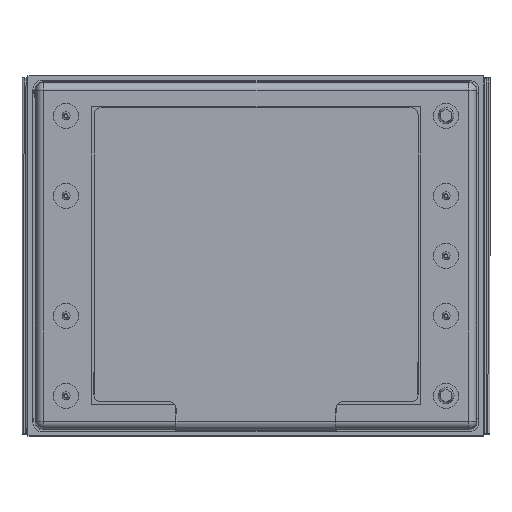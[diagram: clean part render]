
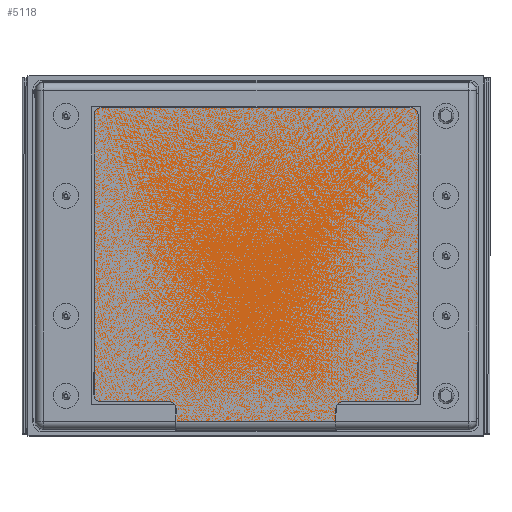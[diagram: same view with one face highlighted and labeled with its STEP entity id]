
A CAD part, top view. The second image highlights one B-rep face of the part: STEP entity #5118.
In plain terms, the highlighted planar face has unit normal (0, 0, 1).
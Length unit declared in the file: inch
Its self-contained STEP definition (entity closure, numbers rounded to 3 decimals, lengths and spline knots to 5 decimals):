
#5017 = VERTEX_POINT ( 'NONE', #8401 ) ;
#5018 = VERTEX_POINT ( 'NONE', #8425 ) ;
#5019 = EDGE_CURVE ( 'NONE', #5037, #5036, #8428, .T. ) ;
#5020 = VERTEX_POINT ( 'NONE', #8423 ) ;
#5021 = ORIENTED_EDGE ( 'NONE', *, *, #5019, .T. ) ;
#5022 = EDGE_CURVE ( 'NONE', #5036, #5017, #8482, .T. ) ;
#5023 = VERTEX_POINT ( 'NONE', #8417 ) ;
#5024 = ORIENTED_EDGE ( 'NONE', *, *, #5034, .T. ) ;
#5025 = EDGE_CURVE ( 'NONE', #5027, #5307, #8462, .T. ) ;
#5026 = EDGE_CURVE ( 'NONE', #5308, #5112, #8456, .T. ) ;
#5027 = VERTEX_POINT ( 'NONE', #8457 ) ;
#5028 = EDGE_CURVE ( 'NONE', #5111, #5301, #8451, .T. ) ;
#5029 = ORIENTED_EDGE ( 'NONE', *, *, #5302, .T. ) ;
#5030 = VERTEX_POINT ( 'NONE', #8452 ) ;
#5031 = ORIENTED_EDGE ( 'NONE', *, *, #5310, .T. ) ;
#5032 = ORIENTED_EDGE ( 'NONE', *, *, #5026, .T. ) ;
#5033 = ORIENTED_EDGE ( 'NONE', *, *, #5039, .T. ) ;
#5034 = EDGE_CURVE ( 'NONE', #5030, #5027, #8446, .T. ) ;
#5035 = ORIENTED_EDGE ( 'NONE', *, *, #5304, .T. ) ;
#5036 = VERTEX_POINT ( 'NONE', #8450 ) ;
#5037 = VERTEX_POINT ( 'NONE', #8444 ) ;
#5038 = VERTEX_POINT ( 'NONE', #8441 ) ;
#5039 = EDGE_CURVE ( 'NONE', #5301, #5030, #8460, .T. ) ;
#5111 = VERTEX_POINT ( 'NONE', #8889 ) ;
#5112 = VERTEX_POINT ( 'NONE', #8888 ) ;
#5118 = ADVANCED_FACE ( 'NONE', ( #8870 ), #8872, .T. ) ;
#5119 = EDGE_LOOP ( 'NONE', ( #5300, #5299, #5033, #5024, #5306, #5029, #5035, #5021, #5303, #5311, #5313, #5314, #5031, #5032 ) ) ;
#5120 = EDGE_CURVE ( 'NONE', #5111, #5112, #8868, .T. ) ;
#5299 = ORIENTED_EDGE ( 'NONE', *, *, #5028, .T. ) ;
#5300 = ORIENTED_EDGE ( 'NONE', *, *, #5120, .F. ) ;
#5301 = VERTEX_POINT ( 'NONE', #9238 ) ;
#5302 = EDGE_CURVE ( 'NONE', #5307, #5038, #9250, .T. ) ;
#5303 = ORIENTED_EDGE ( 'NONE', *, *, #5022, .T. ) ;
#5304 = EDGE_CURVE ( 'NONE', #5038, #5037, #9340, .T. ) ;
#5305 = EDGE_CURVE ( 'NONE', #5017, #5018, #9331, .T. ) ;
#5306 = ORIENTED_EDGE ( 'NONE', *, *, #5025, .T. ) ;
#5307 = VERTEX_POINT ( 'NONE', #9337 ) ;
#5308 = VERTEX_POINT ( 'NONE', #9335 ) ;
#5309 = EDGE_CURVE ( 'NONE', #5023, #5020, #9324, .T. ) ;
#5310 = EDGE_CURVE ( 'NONE', #5020, #5308, #9332, .T. ) ;
#5311 = ORIENTED_EDGE ( 'NONE', *, *, #5305, .T. ) ;
#5312 = EDGE_CURVE ( 'NONE', #5018, #5023, #9319, .T. ) ;
#5313 = ORIENTED_EDGE ( 'NONE', *, *, #5312, .T. ) ;
#5314 = ORIENTED_EDGE ( 'NONE', *, *, #5309, .T. ) ;
#8401 = CARTESIAN_POINT ( 'NONE',  ( -0.21719, 0.10456, 0.23986 ) ) ;
#8416 = CARTESIAN_POINT ( 'NONE',  ( -0.18219, 0.10456, 0.23986 ) ) ;
#8417 = CARTESIAN_POINT ( 'NONE',  ( -0.18219, -1.33044, 0.23986 ) ) ;
#8418 = AXIS2_PLACEMENT_3D ( 'NONE', #8419, #8459, #8458 ) ;
#8419 = CARTESIAN_POINT ( 'NONE',  ( 1.36781, -1.29544, 0.23986 ) ) ;
#8420 = DIRECTION ( 'NONE',  ( -1., 0., 0. ) ) ;
#8421 = VECTOR ( 'NONE', #8420, 39.37008 ) ;
#8422 = CARTESIAN_POINT ( 'NONE',  ( -0.18219, 0.13956, 0.23986 ) ) ;
#8423 = CARTESIAN_POINT ( 'NONE',  ( 0.15781, -1.33044, 0.23986 ) ) ;
#8424 = VECTOR ( 'NONE', #8442, 39.37008 ) ;
#8425 = CARTESIAN_POINT ( 'NONE',  ( -0.21719, -1.29544, 0.23986 ) ) ;
#8428 = LINE ( 'NONE', #8422, #8421 ) ;
#8436 = DIRECTION ( 'NONE',  ( -1., 0., 0. ) ) ;
#8437 = DIRECTION ( 'NONE',  ( 0., 0., -1. ) ) ;
#8438 = CARTESIAN_POINT ( 'NONE',  ( 1.02781, -1.36544, 0.23986 ) ) ;
#8441 = CARTESIAN_POINT ( 'NONE',  ( 1.40281, 0.10456, 0.23986 ) ) ;
#8442 = DIRECTION ( 'NONE',  ( 1., 0., 0. ) ) ;
#8443 = AXIS2_PLACEMENT_3D ( 'NONE', #8438, #8437, #8436 ) ;
#8444 = CARTESIAN_POINT ( 'NONE',  ( 1.36781, 0.13956, 0.23986 ) ) ;
#8445 = CARTESIAN_POINT ( 'NONE',  ( 1.02781, -1.33044, 0.23986 ) ) ;
#8446 = LINE ( 'NONE', #8445, #8424 ) ;
#8447 = DIRECTION ( 'NONE',  ( 0., 1., 0. ) ) ;
#8448 = VECTOR ( 'NONE', #8447, 39.37008 ) ;
#8449 = CARTESIAN_POINT ( 'NONE',  ( 0.99281, -1.69544, 0.23986 ) ) ;
#8450 = CARTESIAN_POINT ( 'NONE',  ( -0.18219, 0.13956, 0.23986 ) ) ;
#8451 = LINE ( 'NONE', #8449, #8448 ) ;
#8452 = CARTESIAN_POINT ( 'NONE',  ( 1.02781, -1.33044, 0.23986 ) ) ;
#8453 = DIRECTION ( 'NONE',  ( 0., -1., 0. ) ) ;
#8454 = VECTOR ( 'NONE', #8453, 39.37008 ) ;
#8455 = CARTESIAN_POINT ( 'NONE',  ( 0.19281, -1.36544, 0.23986 ) ) ;
#8456 = LINE ( 'NONE', #8455, #8454 ) ;
#8457 = CARTESIAN_POINT ( 'NONE',  ( 1.36781, -1.33044, 0.23986 ) ) ;
#8458 = DIRECTION ( 'NONE',  ( 1., 0., 0. ) ) ;
#8459 = DIRECTION ( 'NONE',  ( 0., 0., 1. ) ) ;
#8460 = CIRCLE ( 'NONE', #8443, 0.035 ) ;
#8462 = CIRCLE ( 'NONE', #8418, 0.035 ) ;
#8463 = DIRECTION ( 'NONE',  ( -1., 0., 0. ) ) ;
#8464 = DIRECTION ( 'NONE',  ( 0., 0., 1. ) ) ;
#8465 = AXIS2_PLACEMENT_3D ( 'NONE', #8416, #8464, #8463 ) ;
#8482 = CIRCLE ( 'NONE', #8465, 0.035 ) ;
#8820 = DIRECTION ( 'NONE',  ( 1., 0., 0. ) ) ;
#8821 = DIRECTION ( 'NONE',  ( 0., 0., 1. ) ) ;
#8822 = CARTESIAN_POINT ( 'NONE',  ( 1.36781, -1.29544, 0.23986 ) ) ;
#8864 = DIRECTION ( 'NONE',  ( -1., 0., 0. ) ) ;
#8865 = VECTOR ( 'NONE', #8864, 39.37008 ) ;
#8867 = CARTESIAN_POINT ( 'NONE',  ( 1.36781, -1.42706, 0.23986 ) ) ;
#8868 = LINE ( 'NONE', #8867, #8865 ) ;
#8870 = FACE_OUTER_BOUND ( 'NONE', #5119, .T. ) ;
#8872 = PLANE ( 'NONE',  #8977 ) ;
#8888 = CARTESIAN_POINT ( 'NONE',  ( 0.19281, -1.42706, 0.23986 ) ) ;
#8889 = CARTESIAN_POINT ( 'NONE',  ( 0.99281, -1.42706, 0.23986 ) ) ;
#8977 = AXIS2_PLACEMENT_3D ( 'NONE', #8822, #8821, #8820 ) ;
#9238 = CARTESIAN_POINT ( 'NONE',  ( 0.99281, -1.36544, 0.23986 ) ) ;
#9245 = AXIS2_PLACEMENT_3D ( 'NONE', #9341, #9334, #9333 ) ;
#9249 = CARTESIAN_POINT ( 'NONE',  ( 1.40281, -1.29544, 0.23986 ) ) ;
#9250 = LINE ( 'NONE', #9249, #9339 ) ;
#9312 = DIRECTION ( 'NONE',  ( -1., 0., 0. ) ) ;
#9313 = DIRECTION ( 'NONE',  ( 0., 0., 1. ) ) ;
#9316 = DIRECTION ( 'NONE',  ( 1., 0., 0. ) ) ;
#9317 = DIRECTION ( 'NONE',  ( 0., 0., -1. ) ) ;
#9318 = CARTESIAN_POINT ( 'NONE',  ( 0.15781, -1.36544, 0.23986 ) ) ;
#9319 = CIRCLE ( 'NONE', #9320, 0.035 ) ;
#9320 = AXIS2_PLACEMENT_3D ( 'NONE', #9327, #9313, #9312 ) ;
#9321 = DIRECTION ( 'NONE',  ( 1., 0., 0. ) ) ;
#9322 = VECTOR ( 'NONE', #9321, 39.37008 ) ;
#9323 = CARTESIAN_POINT ( 'NONE',  ( -0.18219, -1.33044, 0.23986 ) ) ;
#9324 = LINE ( 'NONE', #9323, #9322 ) ;
#9327 = CARTESIAN_POINT ( 'NONE',  ( -0.18219, -1.29544, 0.23986 ) ) ;
#9328 = DIRECTION ( 'NONE',  ( 0., -1., 0. ) ) ;
#9329 = VECTOR ( 'NONE', #9328, 39.37008 ) ;
#9330 = CARTESIAN_POINT ( 'NONE',  ( -0.21719, -1.29544, 0.23986 ) ) ;
#9331 = LINE ( 'NONE', #9330, #9329 ) ;
#9332 = CIRCLE ( 'NONE', #9342, 0.035 ) ;
#9333 = DIRECTION ( 'NONE',  ( -1., 0., 0. ) ) ;
#9334 = DIRECTION ( 'NONE',  ( 0., 0., 1. ) ) ;
#9335 = CARTESIAN_POINT ( 'NONE',  ( 0.19281, -1.36544, 0.23986 ) ) ;
#9337 = CARTESIAN_POINT ( 'NONE',  ( 1.40281, -1.29544, 0.23986 ) ) ;
#9338 = DIRECTION ( 'NONE',  ( 0., 1., 0. ) ) ;
#9339 = VECTOR ( 'NONE', #9338, 39.37008 ) ;
#9340 = CIRCLE ( 'NONE', #9245, 0.035 ) ;
#9341 = CARTESIAN_POINT ( 'NONE',  ( 1.36781, 0.10456, 0.23986 ) ) ;
#9342 = AXIS2_PLACEMENT_3D ( 'NONE', #9318, #9317, #9316 ) ;
